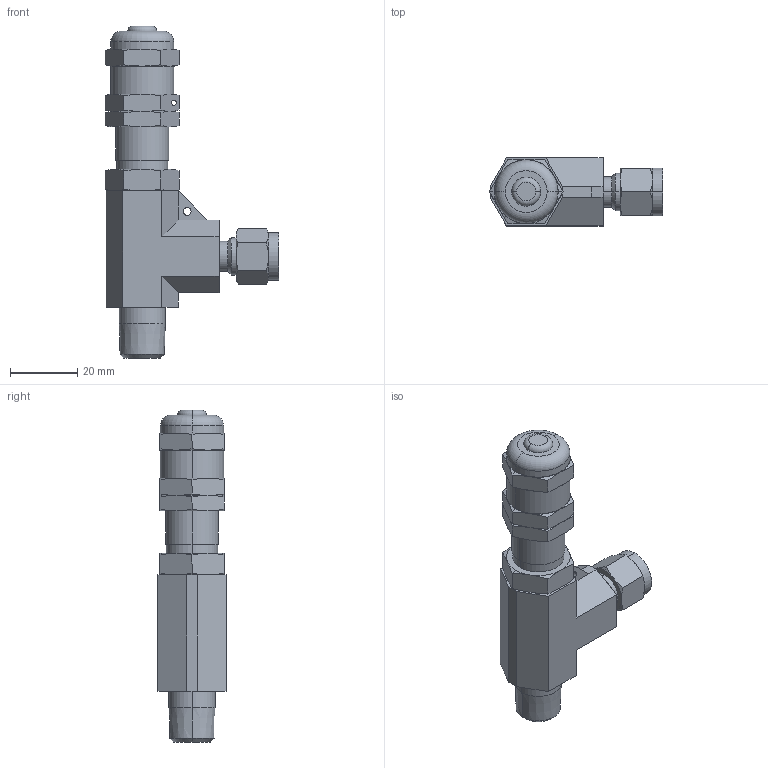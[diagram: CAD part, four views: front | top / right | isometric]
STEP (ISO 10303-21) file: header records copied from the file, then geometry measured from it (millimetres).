
FILE_DESCRIPTION(('starvars output'),'2;1');
FILE_NAME('cv20221118105058000008401.stp','10:50:59 2022/11/18',( 'Thomas Industrial Network Germany GmbH'),( 'Thomas Industrial Network Germany GmbH'),'unknown preprocess','ACIS' ,'unknown authorization');
FILE_SCHEMA(('AUTOMOTIVE_DESIGN_CC2 {UNKNOWN IMPLEMENTATION LEVEL}'));
Length unit declared in the file: millimetre
Products named in the file (1): PRODUCT_ID_1
Bounding box: 51.64 x 20.24 x 98.81 mm (x, y, z)
Volume: 33562.4 mm3; surface area: 9592.6 mm2
Topology: 1 solids, 1 shells, 182 faces, 392 edges, 226 vertices
Faces by surface type: cone 86, plane 66, cylinder 26, torus 4
Entity records: 5328 total; most frequent: CARTESIAN_POINT 855, ORIENTED_EDGE 784, DIRECTION 404, EDGE_CURVE 392, VERTEX_POINT 226, EDGE_LOOP 200, FACE_BOUND 200, STYLED_ITEM 183
